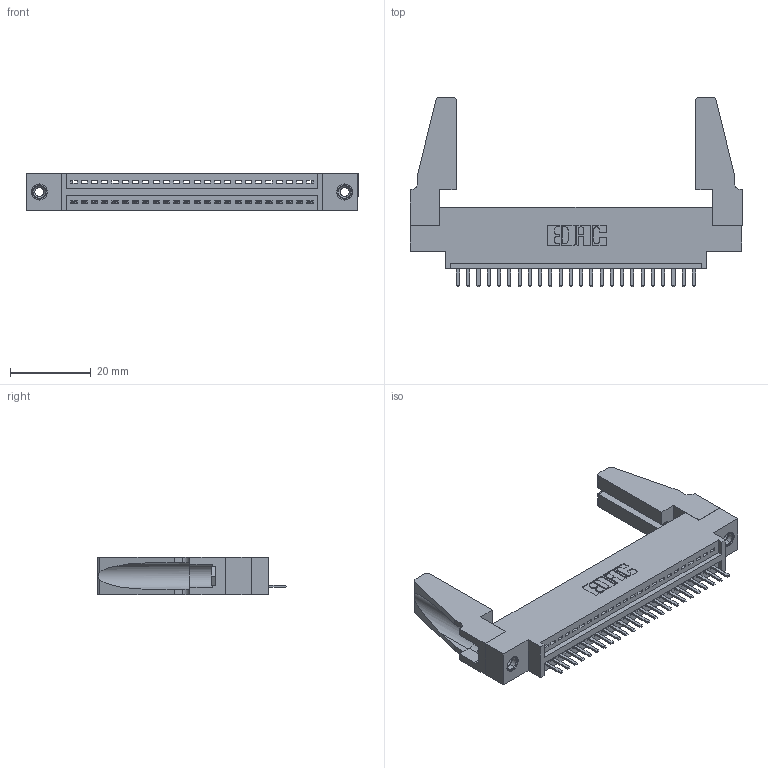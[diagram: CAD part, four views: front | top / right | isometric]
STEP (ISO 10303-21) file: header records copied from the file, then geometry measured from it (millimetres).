
FILE_DESCRIPTION (( 'STEP AP203' ), '1' );
FILE_NAME ('345-024-520-688.STEP', '2019-10-05T03:50:06', ( '' ), ( '' ), 'SwSTEP 2.0', 'SolidWorks 2016', '' );
FILE_SCHEMA (( 'CONFIG_CONTROL_DESIGN' ));
Length unit declared in the file: inch
Products named in the file (5): 345-024-520-688; 345-220-078_345-220-088; 345-292-001_345-293-120; 345 Part_0.170 Offset - 0.156 Dia-TH; 345-250-001_345-250-001-102
Assembly tree (29 placements, depth 2):
  345-024-520-688
    345 Part_0.170 Offset - 0.156 Dia-TH
    345-292-001_345-293-120  x24
    345-250-001_345-250-001-102  x2
    345-220-078_345-220-088  x2
Bounding box: 82.19 x 46.86 x 9.4 mm (x, y, z)
Volume: 10729.5 mm3; surface area: 12721.6 mm2
Topology: 29 solids, 29 shells, 1742 faces, 5083 edges, 3314 vertices
Faces by surface type: plane 1164, cylinder 562, cone 12, torus 4
Entity records: 22880 total; most frequent: CARTESIAN_POINT 3966, ORIENTED_EDGE 3872, DIRECTION 3484, EDGE_CURVE 1936, LINE 1662, VECTOR 1662, VERTEX_POINT 1282, AXIS2_PLACEMENT_3D 911
